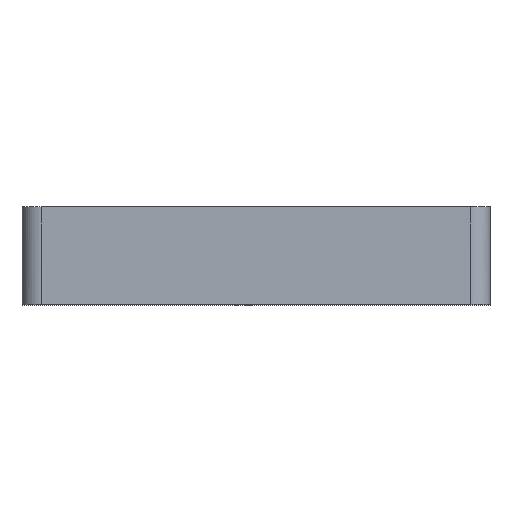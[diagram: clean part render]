
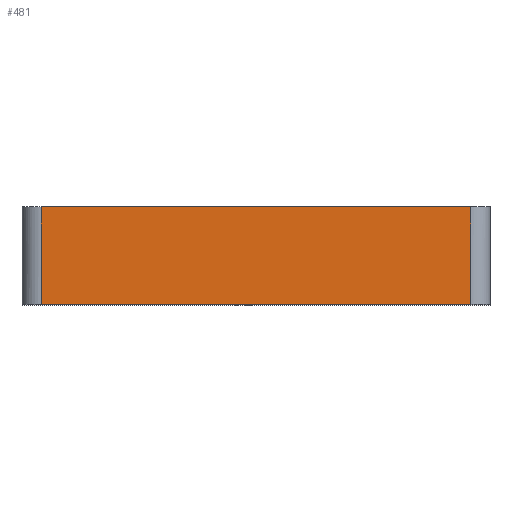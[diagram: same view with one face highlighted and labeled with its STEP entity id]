
A CAD part, top view. The second image highlights one B-rep face of the part: STEP entity #481.
In plain terms, the highlighted planar face has unit normal (0, 0, 1).
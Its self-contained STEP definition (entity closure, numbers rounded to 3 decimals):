
#39=B_SPLINE_CURVE_WITH_KNOTS('',1,(#3990,#3991),.UNSPECIFIED.,.F.,.F.,
(2,2),(1.,23.383),.UNSPECIFIED.);
#40=B_SPLINE_CURVE_WITH_KNOTS('',1,(#3992,#3993),.UNSPECIFIED.,.F.,.F.,
(2,2),(30.463,52.846),.UNSPECIFIED.);
#43=B_SPLINE_CURVE_WITH_KNOTS('',1,(#3998,#3999),.UNSPECIFIED.,.F.,.F.,
(2,2),(0.,5.08),.UNSPECIFIED.);
#44=B_SPLINE_CURVE_WITH_KNOTS('',1,(#4000,#4001),.UNSPECIFIED.,.F.,.F.,
(2,2),(0.,5.08),.UNSPECIFIED.);
#481=ADVANCED_FACE('',(#618),#2111,.T.);
#618=FACE_OUTER_BOUND('',#769,.T.);
#769=EDGE_LOOP('',(#1038,#1039,#1040,#1041));
#1038=ORIENTED_EDGE('',*,*,#1571,.T.);
#1039=ORIENTED_EDGE('',*,*,#1567,.T.);
#1040=ORIENTED_EDGE('',*,*,#1572,.T.);
#1041=ORIENTED_EDGE('',*,*,#1568,.T.);
#1567=EDGE_CURVE('',#1906,#1905,#39,.T.);
#1568=EDGE_CURVE('',#1911,#1910,#40,.T.);
#1571=EDGE_CURVE('',#1910,#1906,#43,.T.);
#1572=EDGE_CURVE('',#1905,#1911,#44,.T.);
#1905=VERTEX_POINT('',#3781);
#1906=VERTEX_POINT('',#3782);
#1910=VERTEX_POINT('',#3786);
#1911=VERTEX_POINT('',#3787);
#2111=PLANE('',#2173);
#2173=AXIS2_PLACEMENT_3D('',#2447,#2208,$);
#2208=DIRECTION('',(0.,0.,1.));
#2447=CARTESIAN_POINT('',(0.,0.,20.));
#3781=CARTESIAN_POINT('',(23.383,0.,20.));
#3782=CARTESIAN_POINT('',(1.,0.,20.));
#3786=CARTESIAN_POINT('',(1.,5.08,20.));
#3787=CARTESIAN_POINT('',(23.383,5.08,20.));
#3990=CARTESIAN_POINT('',(1.,0.,20.));
#3991=CARTESIAN_POINT('',(23.383,0.,20.));
#3992=CARTESIAN_POINT('',(23.383,5.08,20.));
#3993=CARTESIAN_POINT('',(1.,5.08,20.));
#3998=CARTESIAN_POINT('',(1.,5.08,20.));
#3999=CARTESIAN_POINT('',(1.,0.,20.));
#4000=CARTESIAN_POINT('',(23.383,0.,20.));
#4001=CARTESIAN_POINT('',(23.383,5.08,20.));
